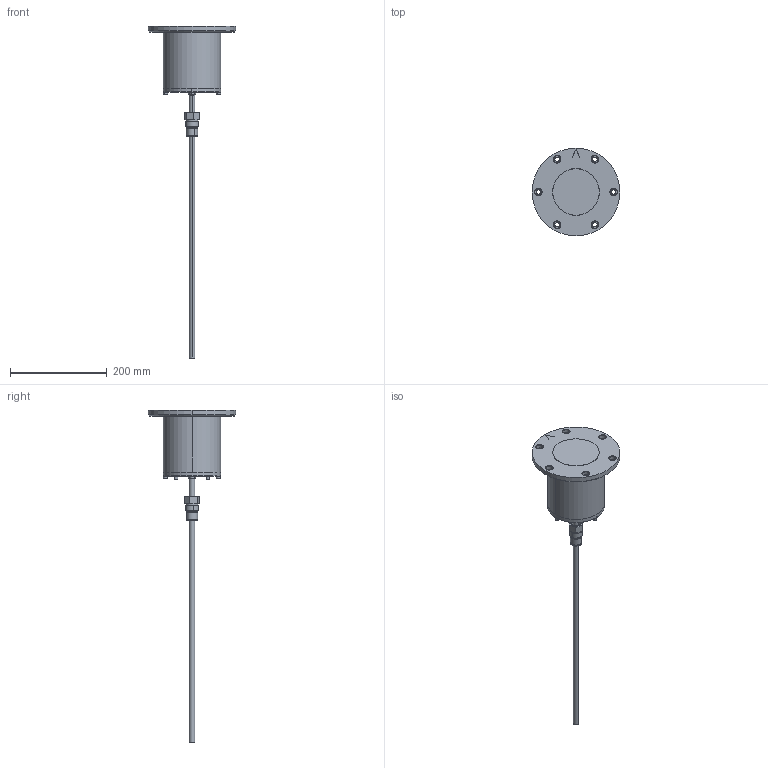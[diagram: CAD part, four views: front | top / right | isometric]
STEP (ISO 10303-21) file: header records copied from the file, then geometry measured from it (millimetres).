
FILE_DESCRIPTION (( 'STEP AP214' ), '1' );
FILE_NAME ('DL2ST-SA-00 Log sensor for Tank DL2 complete.STEP', '2023-01-19T12:47:57', ( '' ), ( '' ), 'SwSTEP 2.0', 'SolidWorks 2022', '' );
FILE_SCHEMA (( 'AUTOMOTIVE_DESIGN' ));
Length unit declared in the file: millimetre
Products named in the file (10): TC-2015-04 Tank adaptor for 100mm sensors; TC-2016-00 Top plate tank adapter DL850S27T-XX; ZOA-01009-00 Washer M12 DIN125A A4; DL2SG-SA Dummy; curved spring lock washer_din_Spring washer DIN 128 - A5; ZOA-01081-0843A-01-Gasket DL270 Tank-201008_2019.03.28; DL2ST-SA-00 Log sensor for Tank DL2 complete; ZOA-01017-00 Bronze Nut, PG-Nipple; ZOA-01008-00 Rubber gasket Ø23,5-12,5x15 mm (SB-6029); socket head cap screw_din_DIN 912 M5 x 16 --- 16C
Assembly tree (16 placements, depth 2):
  DL2ST-SA-00 Log sensor for Tank DL2 complete
    TC-2015-04 Tank adaptor for 100mm sensors
    DL2SG-SA Dummy
    ZOA-01017-00 Bronze Nut, PG-Nipple
    ZOA-01008-00 Rubber gasket Ø23,5-12,5x15 mm (SB-6029)
    ZOA-01009-00 Washer M12 DIN125A A4  x2
    ZOA-01081-0843A-01-Gasket DL270 Tank-201008_2019.03.28
    TC-2016-00 Top plate tank adapter DL850S27T-XX
    socket head cap screw_din_DIN 912 M5 x 16 --- 16C  x4
    curved spring lock washer_din_Spring washer DIN 128 - A5  x4
Bounding box: 181.5 x 181.5 x 685.9 mm (x, y, z)
Volume: 2046061.3 mm3; surface area: 318041.5 mm2
Topology: 28 solids, 28 shells, 692 faces, 1573 edges, 954 vertices
Faces by surface type: plane 292, cylinder 200, cone 142, torus 50, sphere 8
Entity records: 21729 total; most frequent: CARTESIAN_POINT 3186, DIRECTION 3041, ORIENTED_EDGE 2606, EDGE_CURVE 1303, AXIS2_PLACEMENT_3D 1248, VERTEX_POINT 811, EDGE_LOOP 688, CIRCLE 648
